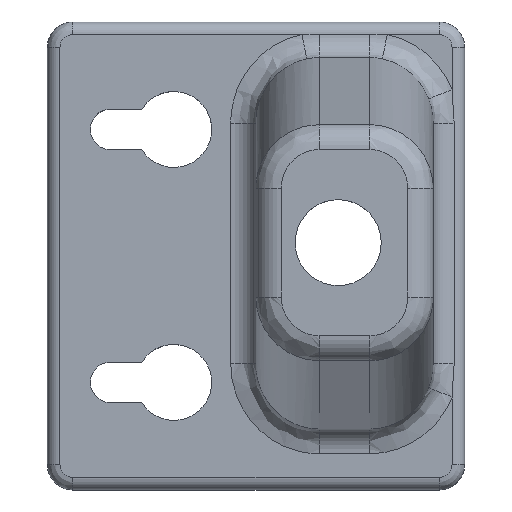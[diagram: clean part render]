
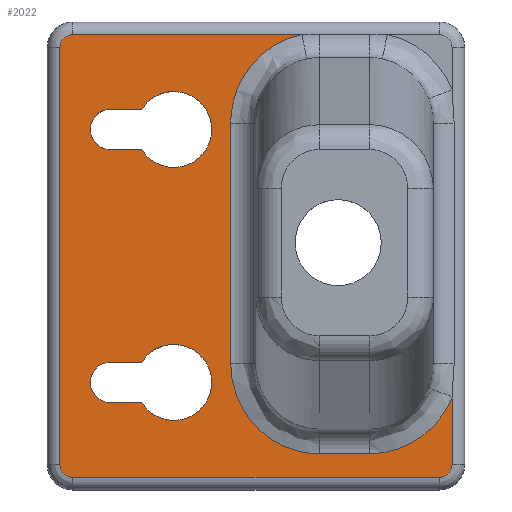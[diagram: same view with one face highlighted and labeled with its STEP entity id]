
A CAD part, top view. The second image highlights one B-rep face of the part: STEP entity #2022.
In plain terms, the highlighted planar face has unit normal (0, 0, 1).
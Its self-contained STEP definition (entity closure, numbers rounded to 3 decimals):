
#24=FACE_BOUND('',#362,.T.);
#25=FACE_BOUND('',#363,.T.);
#79=ELLIPSE('',#2110,7.139,7.);
#81=ELLIPSE('',#2114,7.139,7.);
#84=ELLIPSE('',#2121,7.139,7.);
#140=CIRCLE('',#2153,1.);
#143=CIRCLE('',#2157,1.);
#145=CIRCLE('',#2159,1.);
#163=CIRCLE('',#2212,1.6);
#164=CIRCLE('',#2213,3.);
#165=CIRCLE('',#2214,1.6);
#166=CIRCLE('',#2215,3.);
#238=FACE_OUTER_BOUND('',#361,.T.);
#361=EDGE_LOOP('',(#1656,#1657,#1658,#1659,#1660,#1661,#1662,#1663,#1664,
#1665,#1666,#1667));
#362=EDGE_LOOP('',(#1668,#1669,#1670,#1671));
#363=EDGE_LOOP('',(#1672,#1673,#1674,#1675));
#451=LINE('',#2948,#654);
#453=LINE('',#2981,#656);
#467=LINE('',#3172,#670);
#469=LINE('',#3191,#672);
#472=LINE('',#3203,#675);
#473=LINE('',#3222,#676);
#539=LINE('',#3537,#742);
#540=LINE('',#3540,#743);
#541=LINE('',#3543,#744);
#542=LINE('',#3547,#745);
#654=VECTOR('',#2352,10.);
#656=VECTOR('',#2362,10.);
#670=VECTOR('',#2414,10.);
#672=VECTOR('',#2426,10.);
#675=VECTOR('',#2437,10.);
#676=VECTOR('',#2448,10.);
#742=VECTOR('',#2628,10.);
#743=VECTOR('',#2631,10.);
#744=VECTOR('',#2632,10.);
#745=VECTOR('',#2635,10.);
#847=VERTEX_POINT('',#2898);
#848=VERTEX_POINT('',#2900);
#851=VERTEX_POINT('',#2936);
#852=VERTEX_POINT('',#2938);
#854=VERTEX_POINT('',#2944);
#856=VERTEX_POINT('',#2974);
#878=VERTEX_POINT('',#3170);
#881=VERTEX_POINT('',#3190);
#883=VERTEX_POINT('',#3196);
#886=VERTEX_POINT('',#3201);
#888=VERTEX_POINT('',#3215);
#890=VERTEX_POINT('',#3220);
#950=VERTEX_POINT('',#3533);
#951=VERTEX_POINT('',#3534);
#952=VERTEX_POINT('',#3536);
#953=VERTEX_POINT('',#3538);
#954=VERTEX_POINT('',#3541);
#955=VERTEX_POINT('',#3542);
#956=VERTEX_POINT('',#3544);
#957=VERTEX_POINT('',#3546);
#1044=EDGE_CURVE('',#847,#848,#79,.T.);
#1048=EDGE_CURVE('',#851,#852,#81,.T.);
#1053=EDGE_CURVE('',#852,#854,#451,.T.);
#1056=EDGE_CURVE('',#854,#856,#84,.T.);
#1058=EDGE_CURVE('',#848,#851,#453,.T.);
#1092=EDGE_CURVE('',#878,#847,#467,.T.);
#1097=EDGE_CURVE('',#856,#881,#469,.T.);
#1103=EDGE_CURVE('',#886,#883,#472,.T.);
#1106=EDGE_CURVE('',#888,#878,#140,.T.);
#1108=EDGE_CURVE('',#890,#888,#473,.T.);
#1111=EDGE_CURVE('',#883,#890,#143,.T.);
#1113=EDGE_CURVE('',#881,#886,#145,.T.);
#1204=EDGE_CURVE('',#950,#951,#163,.T.);
#1205=EDGE_CURVE('',#952,#950,#539,.T.);
#1206=EDGE_CURVE('',#953,#952,#164,.T.);
#1207=EDGE_CURVE('',#951,#953,#540,.T.);
#1208=EDGE_CURVE('',#954,#955,#541,.T.);
#1209=EDGE_CURVE('',#956,#954,#165,.T.);
#1210=EDGE_CURVE('',#957,#956,#542,.T.);
#1211=EDGE_CURVE('',#955,#957,#166,.T.);
#1656=ORIENTED_EDGE('',*,*,#1044,.F.);
#1657=ORIENTED_EDGE('',*,*,#1092,.F.);
#1658=ORIENTED_EDGE('',*,*,#1106,.F.);
#1659=ORIENTED_EDGE('',*,*,#1108,.F.);
#1660=ORIENTED_EDGE('',*,*,#1111,.F.);
#1661=ORIENTED_EDGE('',*,*,#1103,.F.);
#1662=ORIENTED_EDGE('',*,*,#1113,.F.);
#1663=ORIENTED_EDGE('',*,*,#1097,.F.);
#1664=ORIENTED_EDGE('',*,*,#1056,.F.);
#1665=ORIENTED_EDGE('',*,*,#1053,.F.);
#1666=ORIENTED_EDGE('',*,*,#1048,.F.);
#1667=ORIENTED_EDGE('',*,*,#1058,.F.);
#1668=ORIENTED_EDGE('',*,*,#1204,.F.);
#1669=ORIENTED_EDGE('',*,*,#1205,.F.);
#1670=ORIENTED_EDGE('',*,*,#1206,.F.);
#1671=ORIENTED_EDGE('',*,*,#1207,.F.);
#1672=ORIENTED_EDGE('',*,*,#1208,.F.);
#1673=ORIENTED_EDGE('',*,*,#1209,.F.);
#1674=ORIENTED_EDGE('',*,*,#1210,.F.);
#1675=ORIENTED_EDGE('',*,*,#1211,.F.);
#1916=PLANE('',#2211);
#2022=ADVANCED_FACE('',(#238,#24,#25),#1916,.F.);
#2110=AXIS2_PLACEMENT_3D('',#2901,#2333,#2334);
#2114=AXIS2_PLACEMENT_3D('',#2939,#2341,#2342);
#2121=AXIS2_PLACEMENT_3D('',#2978,#2357,#2358);
#2153=AXIS2_PLACEMENT_3D('',#3217,#2442,#2443);
#2157=AXIS2_PLACEMENT_3D('',#3234,#2452,#2453);
#2159=AXIS2_PLACEMENT_3D('',#3245,#2456,#2457);
#2211=AXIS2_PLACEMENT_3D('',#3532,#2624,#2625);
#2212=AXIS2_PLACEMENT_3D('',#3535,#2626,#2627);
#2213=AXIS2_PLACEMENT_3D('',#3539,#2629,#2630);
#2214=AXIS2_PLACEMENT_3D('',#3545,#2633,#2634);
#2215=AXIS2_PLACEMENT_3D('',#3548,#2636,#2637);
#2333=DIRECTION('center_axis',(0.,0.,
1.));
#2334=DIRECTION('ref_axis',(0.,1.,0.));
#2341=DIRECTION('center_axis',(0.,0.,
1.));
#2342=DIRECTION('ref_axis',(0.,-1.,0.));
#2352=DIRECTION('',(1.,0.,0.));
#2357=DIRECTION('center_axis',(0.,0.,
1.));
#2358=DIRECTION('ref_axis',(0.,-1.,0.));
#2362=DIRECTION('',(0.,-1.,0.));
#2414=DIRECTION('',(1.,0.,0.));
#2426=DIRECTION('',(0.,-1.,0.));
#2437=DIRECTION('',(-1.,0.,0.));
#2442=DIRECTION('center_axis',(0.,0.,
-1.));
#2443=DIRECTION('ref_axis',(-0.966,0.259,0.));
#2448=DIRECTION('',(0.,1.,0.));
#2452=DIRECTION('center_axis',(0.,0.,
-1.));
#2453=DIRECTION('ref_axis',(-0.707,-0.707,0.));
#2456=DIRECTION('center_axis',(0.,0.,
-1.));
#2457=DIRECTION('ref_axis',(0.707,-0.707,0.));
#2624=DIRECTION('center_axis',(0.,0.,
-1.));
#2625=DIRECTION('ref_axis',(-1.,0.,0.));
#2626=DIRECTION('center_axis',(0.,0.,
1.));
#2627=DIRECTION('ref_axis',(1.,0.,0.));
#2628=DIRECTION('',(-1.,0.,0.));
#2629=DIRECTION('center_axis',(0.,0.,
1.));
#2630=DIRECTION('ref_axis',(1.,0.,0.));
#2631=DIRECTION('',(1.,0.,0.));
#2632=DIRECTION('',(1.,0.,0.));
#2633=DIRECTION('center_axis',(0.,0.,
1.));
#2634=DIRECTION('ref_axis',(1.,0.,0.));
#2635=DIRECTION('',(-1.,0.,0.));
#2636=DIRECTION('center_axis',(0.,0.,
1.));
#2637=DIRECTION('ref_axis',(1.,0.,0.));
#2898=CARTESIAN_POINT('',(36.622,16.5,6.));
#2900=CARTESIAN_POINT('',(31.,9.501,6.));
#2901=CARTESIAN_POINT('Origin',(38.,9.501,6.));
#2936=CARTESIAN_POINT('',(31.,-9.501,6.));
#2938=CARTESIAN_POINT('',(38.,-16.64,6.));
#2939=CARTESIAN_POINT('Origin',(38.,-9.501,6.));
#2944=CARTESIAN_POINT('',(42.,-16.64,6.));
#2948=CARTESIAN_POINT('',(38.25,-16.64,6.));
#2974=CARTESIAN_POINT('',(48.5,-12.151,6.));
#2978=CARTESIAN_POINT('Origin',(42.,-9.501,6.));
#2981=CARTESIAN_POINT('',(31.,-7.5,6.));
#3170=CARTESIAN_POINT('',(18.5,16.5,6.));
#3172=CARTESIAN_POINT('',(24.75,16.5,6.));
#3190=CARTESIAN_POINT('',(48.5,-17.5,6.));
#3191=CARTESIAN_POINT('',(48.5,8.75,6.));
#3196=CARTESIAN_POINT('',(18.5,-18.5,6.));
#3201=CARTESIAN_POINT('',(47.5,-18.5,6.));
#3203=CARTESIAN_POINT('',(41.25,-18.5,6.));
#3215=CARTESIAN_POINT('',(17.5,15.5,6.));
#3217=CARTESIAN_POINT('Origin',(18.5,15.5,6.));
#3220=CARTESIAN_POINT('',(17.5,-17.5,6.));
#3222=CARTESIAN_POINT('',(17.5,-8.75,6.));
#3234=CARTESIAN_POINT('Origin',(18.5,-17.5,6.));
#3245=CARTESIAN_POINT('Origin',(47.5,-17.5,6.));
#3532=CARTESIAN_POINT('Origin',(33.,0.,6.));
#3533=CARTESIAN_POINT('',(21.5,10.6,6.));
#3534=CARTESIAN_POINT('',(21.5,7.4,6.));
#3535=CARTESIAN_POINT('Origin',(21.5,9.,6.));
#3536=CARTESIAN_POINT('',(23.962,10.6,6.));
#3537=CARTESIAN_POINT('',(23.962,10.6,6.));
#3538=CARTESIAN_POINT('',(23.962,7.4,6.));
#3539=CARTESIAN_POINT('Origin',(26.5,9.,6.));
#3540=CARTESIAN_POINT('',(21.5,7.4,6.));
#3541=CARTESIAN_POINT('',(21.5,-12.6,6.));
#3542=CARTESIAN_POINT('',(23.962,-12.6,6.));
#3543=CARTESIAN_POINT('',(21.5,-12.6,6.));
#3544=CARTESIAN_POINT('',(21.5,-9.4,6.));
#3545=CARTESIAN_POINT('Origin',(21.5,-11.,6.));
#3546=CARTESIAN_POINT('',(23.962,-9.4,6.));
#3547=CARTESIAN_POINT('',(23.962,-9.4,6.));
#3548=CARTESIAN_POINT('Origin',(26.5,-11.,6.));
